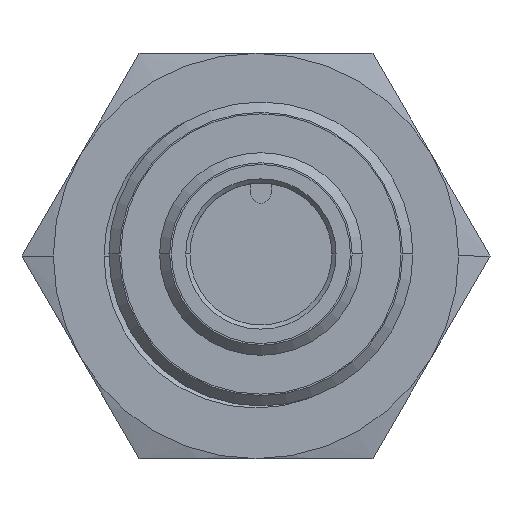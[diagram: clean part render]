
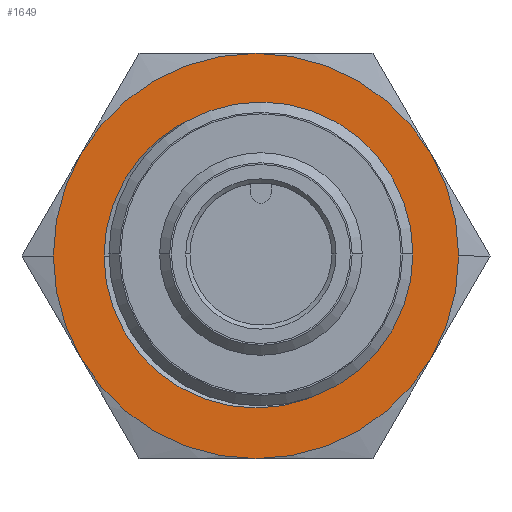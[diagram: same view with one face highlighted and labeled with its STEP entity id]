
A CAD part, left-side view. The second image highlights one B-rep face of the part: STEP entity #1649.
In plain terms, the highlighted planar face has unit normal (-1, 0, 0).
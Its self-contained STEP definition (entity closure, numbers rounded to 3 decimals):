
#176=PLANE('',#3483);
#283=CIRCLE('',#3431,9.);
#287=CIRCLE('',#3438,12.);
#288=CIRCLE('',#3440,12.);
#297=CIRCLE('',#3464,12.);
#298=CIRCLE('',#3466,12.);
#299=CIRCLE('',#3468,12.);
#300=CIRCLE('',#3470,12.);
#301=CIRCLE('',#3472,12.);
#302=CIRCLE('',#3474,12.);
#306=CIRCLE('',#3481,9.);
#396=VERTEX_POINT('',#2969);
#398=VERTEX_POINT('',#2972);
#405=VERTEX_POINT('',#2991);
#406=VERTEX_POINT('',#2995);
#407=VERTEX_POINT('',#2999);
#409=VERTEX_POINT('',#3002);
#419=VERTEX_POINT('',#3035);
#423=VERTEX_POINT('',#3054);
#428=VERTEX_POINT('',#3083);
#431=VERTEX_POINT('',#3100);
#728=EDGE_CURVE('',#398,#396,#283,.T.);
#739=EDGE_CURVE('',#405,#406,#287,.T.);
#741=EDGE_CURVE('',#409,#407,#288,.T.);
#781=EDGE_CURVE('',#406,#419,#297,.T.);
#782=EDGE_CURVE('',#419,#409,#298,.T.);
#783=EDGE_CURVE('',#407,#431,#299,.T.);
#784=EDGE_CURVE('',#431,#428,#300,.T.);
#785=EDGE_CURVE('',#428,#423,#301,.T.);
#786=EDGE_CURVE('',#423,#405,#302,.T.);
#790=EDGE_CURVE('',#396,#398,#306,.T.);
#1187=ORIENTED_EDGE('',*,*,#790,.T.);
#1188=ORIENTED_EDGE('',*,*,#728,.T.);
#1189=ORIENTED_EDGE('',*,*,#786,.T.);
#1190=ORIENTED_EDGE('',*,*,#739,.T.);
#1191=ORIENTED_EDGE('',*,*,#781,.T.);
#1192=ORIENTED_EDGE('',*,*,#782,.T.);
#1193=ORIENTED_EDGE('',*,*,#741,.T.);
#1194=ORIENTED_EDGE('',*,*,#783,.T.);
#1195=ORIENTED_EDGE('',*,*,#784,.T.);
#1196=ORIENTED_EDGE('',*,*,#785,.T.);
#1413=EDGE_LOOP('',(#1187,#1188));
#1414=EDGE_LOOP('',(#1189,#1190,#1191,#1192,#1193,#1194,#1195,#1196));
#1535=FACE_BOUND('',#1413,.T.);
#1536=FACE_BOUND('',#1414,.T.);
#1649=ADVANCED_FACE('',(#1535,#1536),#176,.T.);
#1971=DIRECTION('',(1.,0.,0.));
#1972=DIRECTION('',(0.,9.,0.));
#1991=DIRECTION('',(-1.,0.,0.));
#1992=DIRECTION('',(0.,12.,0.));
#1996=DIRECTION('',(-1.,0.,0.));
#1997=DIRECTION('',(0.,12.,0.));
#2046=DIRECTION('',(-1.,0.,0.));
#2047=DIRECTION('',(0.,12.,0.));
#2050=DIRECTION('',(-1.,0.,0.));
#2051=DIRECTION('',(0.,12.,0.));
#2054=DIRECTION('',(-1.,0.,0.));
#2055=DIRECTION('',(0.,12.,0.));
#2058=DIRECTION('',(-1.,0.,0.));
#2059=DIRECTION('',(0.,12.,0.));
#2062=DIRECTION('',(-1.,0.,0.));
#2063=DIRECTION('',(0.,12.,0.));
#2066=DIRECTION('',(-1.,0.,0.));
#2067=DIRECTION('',(0.,12.,0.));
#2080=DIRECTION('',(1.,0.,0.));
#2081=DIRECTION('',(0.,9.,0.));
#2083=DIRECTION('',(-1.,0.,0.));
#2969=CARTESIAN_POINT('',(50.,9.,0.));
#2971=CARTESIAN_POINT('',(50.,0.,0.));
#2972=CARTESIAN_POINT('',(50.,-9.,0.));
#2991=CARTESIAN_POINT('',(50.,12.,0.));
#2995=CARTESIAN_POINT('',(50.,10.392,-6.));
#2996=CARTESIAN_POINT('',(50.,0.,0.));
#2999=CARTESIAN_POINT('',(50.,-12.,0.));
#3001=CARTESIAN_POINT('',(50.,0.,0.));
#3002=CARTESIAN_POINT('',(50.,-10.392,-6.));
#3035=CARTESIAN_POINT('',(50.,0.,-12.));
#3054=CARTESIAN_POINT('',(50.,10.392,6.));
#3083=CARTESIAN_POINT('',(50.,0.,12.));
#3100=CARTESIAN_POINT('',(50.,-10.392,6.));
#3125=CARTESIAN_POINT('',(50.,0.,0.));
#3127=CARTESIAN_POINT('',(50.,0.,0.));
#3129=CARTESIAN_POINT('',(50.,0.,0.));
#3131=CARTESIAN_POINT('',(50.,0.,0.));
#3133=CARTESIAN_POINT('',(50.,0.,0.));
#3135=CARTESIAN_POINT('',(50.,0.,0.));
#3142=CARTESIAN_POINT('',(50.,0.,0.));
#3144=CARTESIAN_POINT('',(50.,6.,0.));
#3431=AXIS2_PLACEMENT_3D('',#2971,#1971,#1972);
#3438=AXIS2_PLACEMENT_3D('',#2996,#1991,#1992);
#3440=AXIS2_PLACEMENT_3D('',#3001,#1996,#1997);
#3464=AXIS2_PLACEMENT_3D('',#3125,#2046,#2047);
#3466=AXIS2_PLACEMENT_3D('',#3127,#2050,#2051);
#3468=AXIS2_PLACEMENT_3D('',#3129,#2054,#2055);
#3470=AXIS2_PLACEMENT_3D('',#3131,#2058,#2059);
#3472=AXIS2_PLACEMENT_3D('',#3133,#2062,#2063);
#3474=AXIS2_PLACEMENT_3D('',#3135,#2066,#2067);
#3481=AXIS2_PLACEMENT_3D('',#3142,#2080,#2081);
#3483=AXIS2_PLACEMENT_3D('',#3144,#2083,$);
